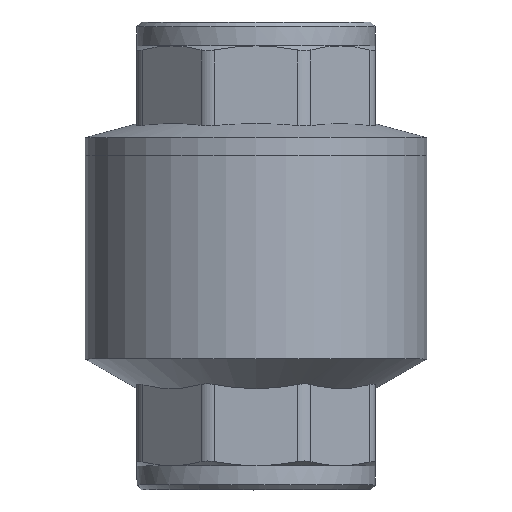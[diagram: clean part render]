
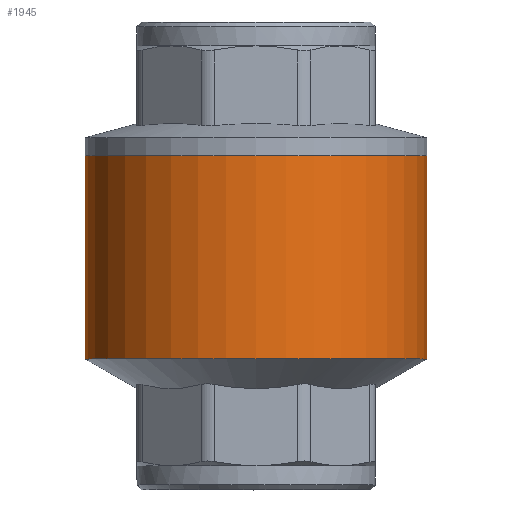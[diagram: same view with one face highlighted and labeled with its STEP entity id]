
A CAD part, top view. The second image highlights one B-rep face of the part: STEP entity #1945.
In plain terms, the highlighted cylindrical face has radius 17.9 mm (diameter 35.8 mm), a full revolution.
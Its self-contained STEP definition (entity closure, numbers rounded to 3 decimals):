
#29 = VERTEX_POINT ( 'NONE', #804 ) ;
#38 = VERTEX_POINT ( 'NONE', #803 ) ;
#121 = CIRCLE ( 'NONE', #2053, 17.9 ) ;
#123 = CIRCLE ( 'NONE', #2054, 17.9 ) ;
#171 = CYLINDRICAL_SURFACE ( 'NONE', #2073, 17.9 ) ;
#181 = FACE_OUTER_BOUND ( 'NONE', #383, .T. ) ;
#184 = FACE_OUTER_BOUND ( 'NONE', #744, .T. ) ;
#383 = EDGE_LOOP ( 'NONE', ( #398 ) ) ;
#397 = ORIENTED_EDGE ( 'NONE', *, *, #1998, .T. ) ;
#398 = ORIENTED_EDGE ( 'NONE', *, *, #1997, .T. ) ;
#744 = EDGE_LOOP ( 'NONE', ( #397 ) ) ;
#803 = CARTESIAN_POINT ( 'NONE',  ( 0., 0., 17.9 ) ) ;
#804 = CARTESIAN_POINT ( 'NONE',  ( 0., -21.3, 17.9 ) ) ;
#1280 = DIRECTION ( 'NONE',  ( 0., 0., 1. ) ) ;
#1288 = DIRECTION ( 'NONE',  ( 0., 1., 0. ) ) ;
#1290 = CARTESIAN_POINT ( 'NONE',  ( 0., -21.3, 0. ) ) ;
#1297 = DIRECTION ( 'NONE',  ( 0., 0., 1. ) ) ;
#1310 = DIRECTION ( 'NONE',  ( 0., -1., 0. ) ) ;
#1319 = CARTESIAN_POINT ( 'NONE',  ( 0., 0., 0. ) ) ;
#1677 = DIRECTION ( 'NONE',  ( 0., 1., 0. ) ) ;
#1678 = CARTESIAN_POINT ( 'NONE',  ( 0., -14.189, 0. ) ) ;
#1687 = DIRECTION ( 'NONE',  ( 0., 0., 1. ) ) ;
#1945 = ADVANCED_FACE ( 'NONE', ( #184, #181 ), #171, .T. ) ;
#1997 = EDGE_CURVE ( 'NONE', #38, #38, #123, .T. ) ;
#1998 = EDGE_CURVE ( 'NONE', #29, #29, #121, .T. ) ;
#2053 = AXIS2_PLACEMENT_3D ( 'NONE', #1290, #1288, #1280 ) ;
#2054 = AXIS2_PLACEMENT_3D ( 'NONE', #1319, #1310, #1297 ) ;
#2073 = AXIS2_PLACEMENT_3D ( 'NONE', #1678, #1677, #1687 ) ;
